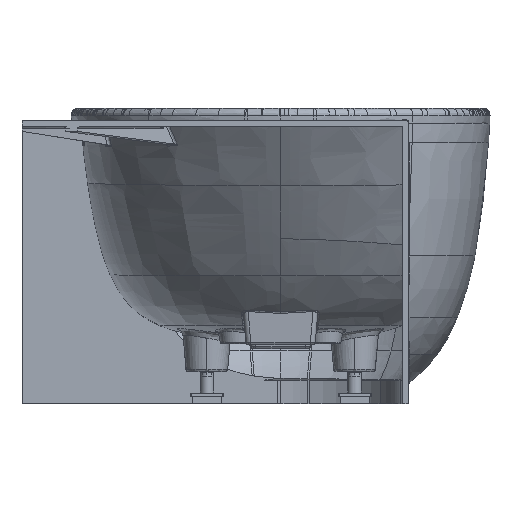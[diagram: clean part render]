
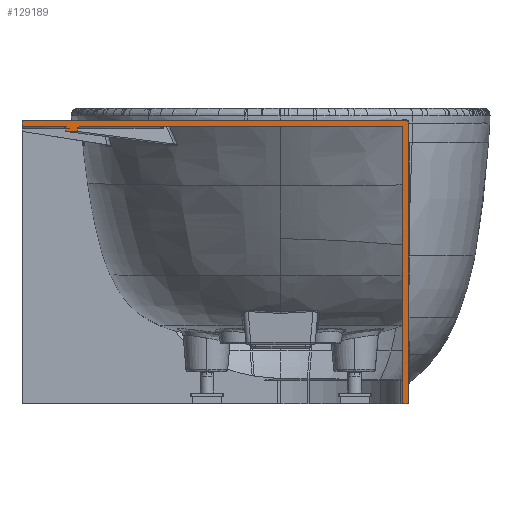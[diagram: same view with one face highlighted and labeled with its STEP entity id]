
A CAD part, front view. The second image highlights one B-rep face of the part: STEP entity #129189.
In plain terms, the highlighted face is planar.
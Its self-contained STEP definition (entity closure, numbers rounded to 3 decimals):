
#111391=CARTESIAN_POINT('',(412.178,950.183,-42.));
#111392=VERTEX_POINT('',#111391);
#111399=CARTESIAN_POINT('',(412.178,950.183,-47.));
#111400=VERTEX_POINT('',#111399);
#111401=CARTESIAN_POINT('',(412.178,950.183,-42.));
#111402=DIRECTION('',(0.0,0.0,-1.0));
#111403=VECTOR('',#111402,5.);
#111404=LINE('',#111401,#111403);
#111405=EDGE_CURVE('',#111392,#111400,#111404,.T.);
#111428=CARTESIAN_POINT('',(435.79,950.183,-47.));
#111429=VERTEX_POINT('',#111428);
#111441=CARTESIAN_POINT('',(435.79,950.183,-47.));
#111442=DIRECTION('',(-1.0,0.0,0.0));
#111443=VECTOR('',#111442,23.612);
#111444=LINE('',#111441,#111443);
#111445=EDGE_CURVE('',#111429,#111400,#111444,.T.);
#111487=CARTESIAN_POINT('',(435.79,950.183,-42.));
#111488=VERTEX_POINT('',#111487);
#111489=CARTESIAN_POINT('',(435.79,950.183,-42.));
#111490=DIRECTION('',(0.0,0.0,-1.0));
#111491=VECTOR('',#111490,5.);
#111492=LINE('',#111489,#111491);
#111493=EDGE_CURVE('',#111488,#111429,#111492,.T.);
#129088=CARTESIAN_POINT('',(404.307,950.183,-37.0));
#129089=VERTEX_POINT('',#129088);
#129096=CARTESIAN_POINT('',(404.307,950.183,-42.0));
#129097=DIRECTION('',(0.0,-1.0,0.0));
#129098=DIRECTION('',(-1.0,0.0,0.0));
#129099=AXIS2_PLACEMENT_3D('',#129096,#129097,#129098);
#129100=ELLIPSE('',#129099,7.871,5.0);
#129101=EDGE_CURVE('',#111392,#129089,#129100,.T.);
#129106=CARTESIAN_POINT('',(0.0,950.183,0.0));
#129107=DIRECTION('',(0.0,-1.0,0.0));
#129108=DIRECTION('',(0.0,0.0,-1.0));
#129109=AXIS2_PLACEMENT_3D('',#129106,#129107,#129108);
#129110=PLANE('',#129109);
#129111=CARTESIAN_POINT('',(525.0,950.183,-37.0));
#129112=VERTEX_POINT('',#129111);
#129113=CARTESIAN_POINT('',(443.66,950.183,-37.0));
#129114=VERTEX_POINT('',#129113);
#129115=CARTESIAN_POINT('',(525.0,950.183,-37.0));
#129116=DIRECTION('',(-1.0,0.0,0.0));
#129117=VECTOR('',#129116,81.34);
#129118=LINE('',#129115,#129117);
#129119=EDGE_CURVE('',#129112,#129114,#129118,.T.);
#129120=ORIENTED_EDGE('',*,*,#129119,.T.);
#129121=CARTESIAN_POINT('',(443.66,950.183,-42.0));
#129122=DIRECTION('',(0.0,-1.0,0.0));
#129123=DIRECTION('',(1.0,0.0,0.0));
#129124=AXIS2_PLACEMENT_3D('',#129121,#129122,#129123);
#129125=ELLIPSE('',#129124,7.871,5.0);
#129126=EDGE_CURVE('',#129114,#111488,#129125,.T.);
#129127=ORIENTED_EDGE('',*,*,#129126,.T.);
#129128=ORIENTED_EDGE('',*,*,#111493,.T.);
#129129=ORIENTED_EDGE('',*,*,#111445,.T.);
#129130=ORIENTED_EDGE('',*,*,#111405,.F.);
#129131=ORIENTED_EDGE('',*,*,#129101,.T.);
#129132=CARTESIAN_POINT('',(-248.0,950.183,-37.0));
#129133=VERTEX_POINT('',#129132);
#129134=CARTESIAN_POINT('',(404.307,950.183,-37.0));
#129135=DIRECTION('',(-1.0,0.0,0.0));
#129136=VECTOR('',#129135,652.307);
#129137=LINE('',#129134,#129136);
#129138=EDGE_CURVE('',#129089,#129133,#129137,.T.);
#129139=ORIENTED_EDGE('',*,*,#129138,.T.);
#129140=CARTESIAN_POINT('',(-248.0,950.183,-600.0));
#129141=VERTEX_POINT('',#129140);
#129142=CARTESIAN_POINT('',(-248.0,950.183,-37.0));
#129143=DIRECTION('',(0.0,0.0,-1.0));
#129144=VECTOR('',#129143,563.0);
#129145=LINE('',#129142,#129144);
#129146=EDGE_CURVE('',#129133,#129141,#129145,.T.);
#129147=ORIENTED_EDGE('',*,*,#129146,.T.);
#129148=CARTESIAN_POINT('',(-260.0,950.183,-600.0));
#129149=VERTEX_POINT('',#129148);
#129150=CARTESIAN_POINT('',(-260.0,950.183,-600.0));
#129151=DIRECTION('',(1.0,0.0,0.0));
#129152=VECTOR('',#129151,12.0);
#129153=LINE('',#129150,#129152);
#129154=EDGE_CURVE('',#129149,#129141,#129153,.T.);
#129155=ORIENTED_EDGE('',*,*,#129154,.F.);
#129156=CARTESIAN_POINT('',(-260.0,950.183,-30.));
#129157=VERTEX_POINT('',#129156);
#129158=CARTESIAN_POINT('',(-260.0,950.183,-30.));
#129159=DIRECTION('',(0.0,0.0,-1.0));
#129160=VECTOR('',#129159,570.);
#129161=LINE('',#129158,#129160);
#129162=EDGE_CURVE('',#129157,#129149,#129161,.T.);
#129163=ORIENTED_EDGE('',*,*,#129162,.F.);
#129164=CARTESIAN_POINT('',(-255.0,950.183,-25.0));
#129165=VERTEX_POINT('',#129164);
#129166=CARTESIAN_POINT('',(-255.0,950.183,-30.));
#129167=DIRECTION('',(0.,1.0,0.));
#129168=DIRECTION('',(0.0,0.,1.0));
#129169=AXIS2_PLACEMENT_3D('',#129166,#129167,#129168);
#129170=CIRCLE('',#129169,5.);
#129171=EDGE_CURVE('',#129157,#129165,#129170,.T.);
#129172=ORIENTED_EDGE('',*,*,#129171,.T.);
#129173=CARTESIAN_POINT('',(525.0,950.183,-25.0));
#129174=VERTEX_POINT('',#129173);
#129175=CARTESIAN_POINT('',(525.0,950.183,-25.0));
#129176=DIRECTION('',(-1.0,0.0,0.0));
#129177=VECTOR('',#129176,780.0);
#129178=LINE('',#129175,#129177);
#129179=EDGE_CURVE('',#129174,#129165,#129178,.T.);
#129180=ORIENTED_EDGE('',*,*,#129179,.F.);
#129181=CARTESIAN_POINT('',(525.0,950.183,-37.0));
#129182=DIRECTION('',(0.0,0.0,1.0));
#129183=VECTOR('',#129182,12.0);
#129184=LINE('',#129181,#129183);
#129185=EDGE_CURVE('',#129112,#129174,#129184,.T.);
#129186=ORIENTED_EDGE('',*,*,#129185,.F.);
#129187=EDGE_LOOP('',(#129120,#129127,#129128,#129129,#129130,#129131,#129139,#129147,#129155,#129163,#129172,#129180,#129186));
#129188=FACE_OUTER_BOUND('',#129187,.T.);
#129189=ADVANCED_FACE('',(#129188),#129110,.F.);
